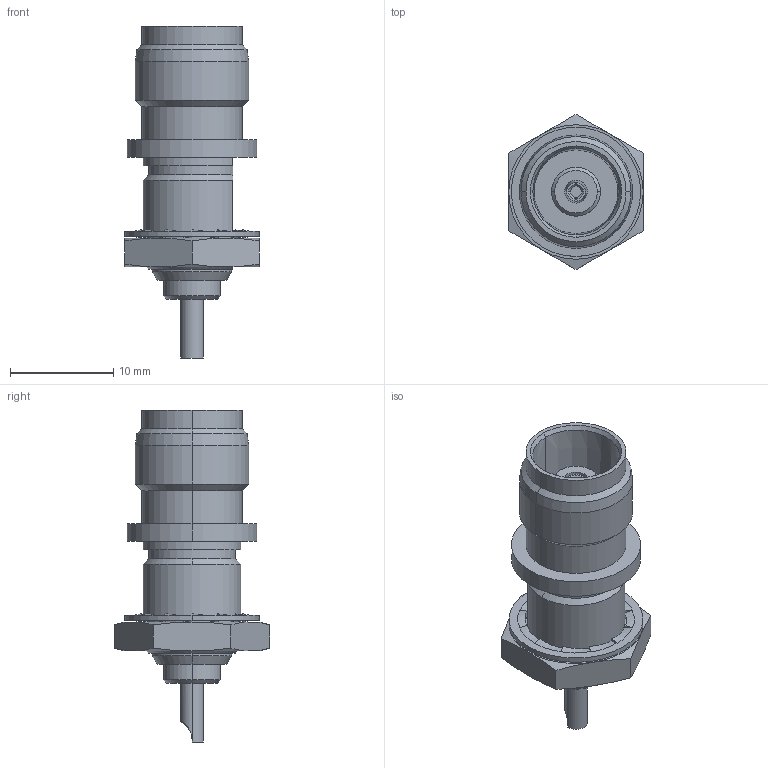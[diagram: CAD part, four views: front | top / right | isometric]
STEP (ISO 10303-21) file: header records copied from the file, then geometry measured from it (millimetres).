
FILE_DESCRIPTION (( 'STEP AP214' ), '1' );
FILE_NAME ('J01011A0012.STEP', '2017-10-24T14:14:24', ( '' ), ( '' ), 'SwSTEP 2.0', 'SolidWorks 2017', '' );
FILE_SCHEMA (( 'AUTOMOTIVE_DESIGN' ));
Length unit declared in the file: millimetre
Products named in the file (1): J01011A0012
Bounding box: 13 x 15.01 x 32.1 mm (x, y, z)
Volume: 1811.8 mm3; surface area: 1831.7 mm2
Topology: 2 solids, 2 shells, 197 faces, 472 edges, 289 vertices
Faces by surface type: plane 84, cone 41, cylinder 36, bspline 36
Entity records: 8354 total; most frequent: CARTESIAN_POINT 1847, ORIENTED_EDGE 940, DIRECTION 796, EDGE_CURVE 470, VERTEX_POINT 289, LINE 272, VECTOR 272, AXIS2_PLACEMENT_3D 262
